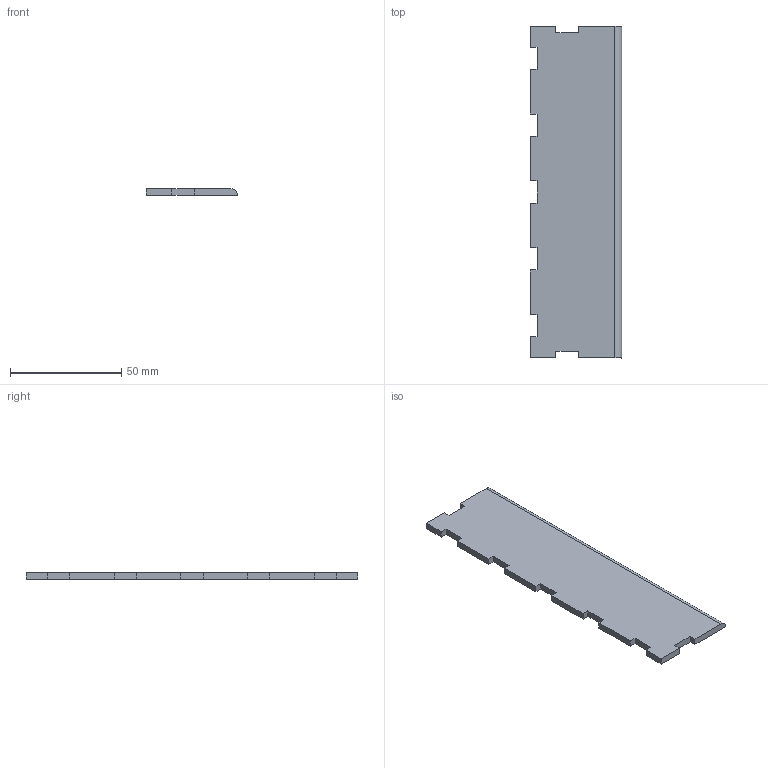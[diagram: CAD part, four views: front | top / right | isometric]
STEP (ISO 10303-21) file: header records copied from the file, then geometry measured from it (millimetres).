
FILE_DESCRIPTION(/* description */ (''),/* implementation_level */ '2;1');
FILE_NAME(/* name */ '01.04.18.step',/* time_stamp */ '2020-04-11T16:58:40+02:00',/* author */ (''),/* organization */ (''),/* preprocessor_version */ 'ST-DEVELOPER v18',/* originating_system */ 'Autodesk Translation Framework v8.12.0.6',/* authorisation */ '');
FILE_SCHEMA (('AUTOMOTIVE_DESIGN { 1 0 10303 214 3 1 1 }'));
Length unit declared in the file: millimetre
Products named in the file (1): 01.04.18
Bounding box: 41 x 149 x 3 mm (x, y, z)
Volume: 17409.2 mm3; surface area: 12868.3 mm2
Topology: 1 solids, 1 shells, 34 faces, 96 edges, 64 vertices
Faces by surface type: plane 33, cylinder 1
Entity records: 1115 total; most frequent: CARTESIAN_POINT 195, ORIENTED_EDGE 192, DIRECTION 168, EDGE_CURVE 96, LINE 94, VECTOR 94, VERTEX_POINT 64, AXIS2_PLACEMENT_3D 37
